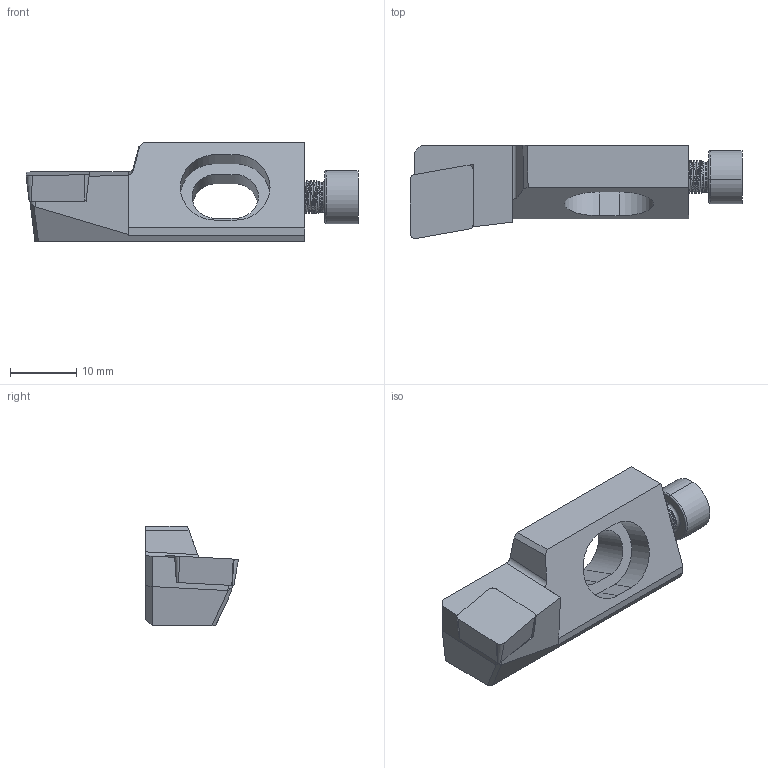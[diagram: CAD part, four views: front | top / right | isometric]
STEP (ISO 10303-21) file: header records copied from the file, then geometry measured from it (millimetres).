
FILE_DESCRIPTION (( 'STEP AP214' ), '1' );
FILE_NAME ('SCFCR-10CA-09-LIGHT.STP', '2023-11-07T08:57:34', ( '' ), ( '' ), 'SwSTEP 2.0', 'SolidWorks 2018', '' );
FILE_SCHEMA (( 'AUTOMOTIVE_DESIGN' ));
Length unit declared in the file: millimetre
Products named in the file (1): SCFCR-10CA-09-LIGHT
Bounding box: 50 x 14 x 15 mm (x, y, z)
Volume: 4831.1 mm3; surface area: 2898.1 mm2
Topology: 2 solids, 2 shells, 70 faces, 183 edges, 120 vertices
Faces by surface type: plane 35, cylinder 16, cone 11, torus 6, bspline 2
Entity records: 4133 total; most frequent: CARTESIAN_POINT 1655, ORIENTED_EDGE 366, DIRECTION 326, EDGE_CURVE 183, VERTEX_POINT 120, AXIS2_PLACEMENT_3D 110, LINE 106, VECTOR 106
